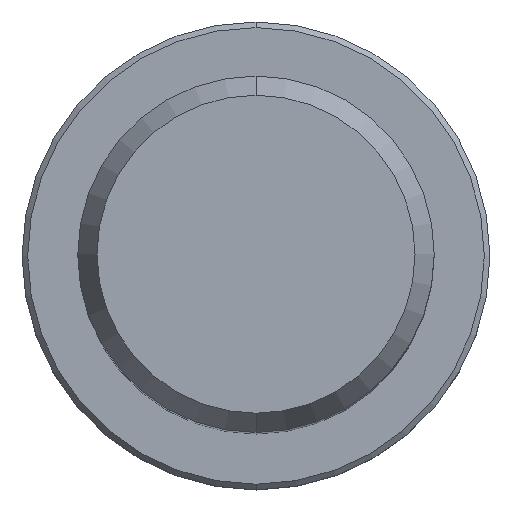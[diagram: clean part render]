
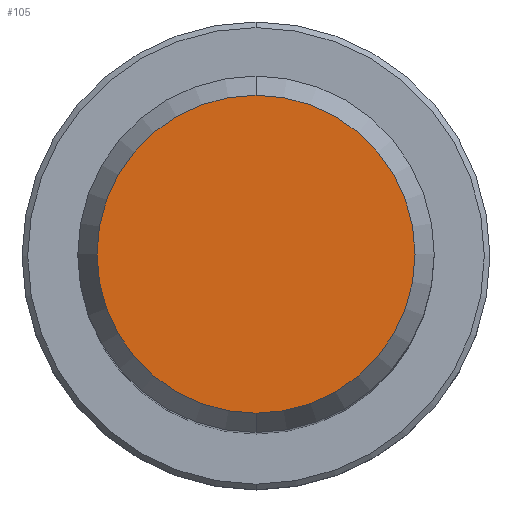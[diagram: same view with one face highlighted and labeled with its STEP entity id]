
A CAD part, top view. The second image highlights one B-rep face of the part: STEP entity #105.
In plain terms, the highlighted planar face has unit normal (0, 0, 1).
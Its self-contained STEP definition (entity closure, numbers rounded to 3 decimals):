
#38=PLANE('',#942);
#105=ADVANCED_FACE('',(#176),#38,.F.);
#176=FACE_OUTER_BOUND('',#226,.T.);
#226=EDGE_LOOP('',(#364,#365));
#364=ORIENTED_EDGE('',*,*,#550,.F.);
#365=ORIENTED_EDGE('',*,*,#555,.T.);
#472=VERTEX_POINT('',#1563);
#473=VERTEX_POINT('',#1564);
#550=EDGE_CURVE('',#472,#473,#647,.T.);
#555=EDGE_CURVE('',#472,#473,#650,.T.);
#647=CIRCLE('',#936,8.497);
#650=CIRCLE('',#940,8.497);
#936=AXIS2_PLACEMENT_3D('',#1562,#1157,#1158);
#940=AXIS2_PLACEMENT_3D('',#1572,#1167,#1168);
#942=AXIS2_PLACEMENT_3D('',#1574,#1171,#1172);
#1157=DIRECTION('',(0.,0.,-1.));
#1158=DIRECTION('',(0.,-1.,0.));
#1167=DIRECTION('',(0.,0.,1.));
#1168=DIRECTION('',(0.,-1.,0.));
#1171=DIRECTION('',(0.,0.,-1.));
#1172=DIRECTION('',(0.,1.,0.));
#1562=CARTESIAN_POINT('',(0.,0.,50.8));
#1563=CARTESIAN_POINT('',(0.,-8.497,50.8));
#1564=CARTESIAN_POINT('',(0.,8.497,50.8));
#1572=CARTESIAN_POINT('',(0.,0.,50.8));
#1574=CARTESIAN_POINT('',(0.,0.,50.8));
